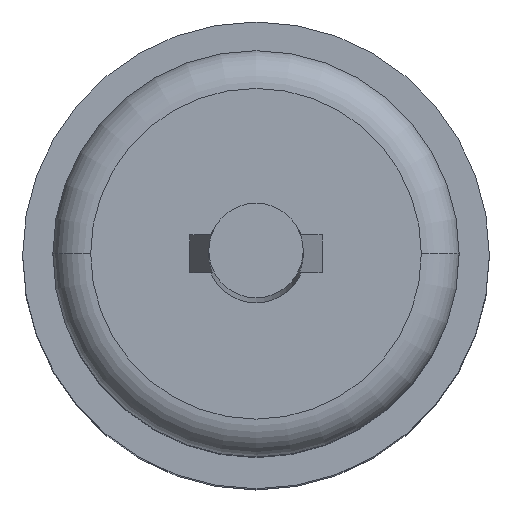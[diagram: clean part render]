
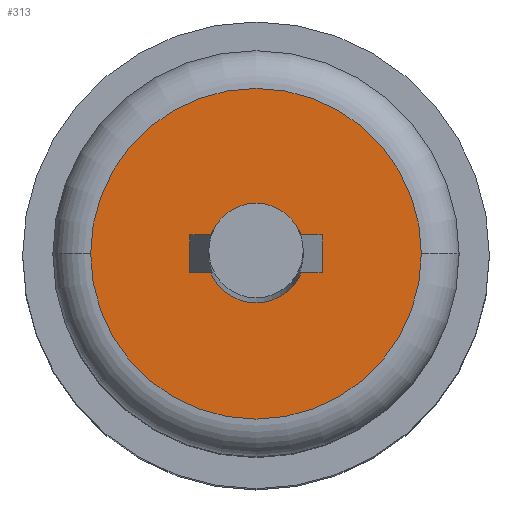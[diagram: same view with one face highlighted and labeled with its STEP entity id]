
A CAD part, top view. The second image highlights one B-rep face of the part: STEP entity #313.
In plain terms, the highlighted planar face has unit normal (0, 0, 1).
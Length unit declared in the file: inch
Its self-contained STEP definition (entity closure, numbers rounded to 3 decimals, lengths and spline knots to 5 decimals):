
#253 = VERTEX_POINT ( 'NONE', #866 ) ;
#255 = EDGE_CURVE ( 'NONE', #253, #258, #865, .T. ) ;
#258 = VERTEX_POINT ( 'NONE', #855 ) ;
#272 = EDGE_CURVE ( 'NONE', #273, #274, #894, .T. ) ;
#273 = VERTEX_POINT ( 'NONE', #947 ) ;
#274 = VERTEX_POINT ( 'NONE', #946 ) ;
#313 = ADVANCED_FACE ( 'NONE', ( #1008, #1007 ), #1006, .T. ) ;
#314 = EDGE_LOOP ( 'NONE', ( #315, #316 ) ) ;
#315 = ORIENTED_EDGE ( 'NONE', *, *, #255, .T. ) ;
#316 = ORIENTED_EDGE ( 'NONE', *, *, #317, .T. ) ;
#317 = EDGE_CURVE ( 'NONE', #258, #253, #1000, .T. ) ;
#318 = EDGE_LOOP ( 'NONE', ( #319, #320 ) ) ;
#319 = ORIENTED_EDGE ( 'NONE', *, *, #272, .F. ) ;
#320 = ORIENTED_EDGE ( 'NONE', *, *, #334, .F. ) ;
#334 = EDGE_CURVE ( 'NONE', #274, #273, #1040, .T. ) ;
#855 = CARTESIAN_POINT ( 'NONE',  ( -0.0875, 0., 0.215 ) ) ;
#861 = DIRECTION ( 'NONE',  ( 1., 0., 0. ) ) ;
#862 = DIRECTION ( 'NONE',  ( 0., 0., 1. ) ) ;
#863 = CARTESIAN_POINT ( 'NONE',  ( 0., 0., 0.215 ) ) ;
#864 = AXIS2_PLACEMENT_3D ( 'NONE', #863, #862, #861 ) ;
#865 = CIRCLE ( 'NONE', #864, 0.0875 ) ;
#866 = CARTESIAN_POINT ( 'NONE',  ( 0.0875, 0., 0.215 ) ) ;
#885 = DIRECTION ( 'NONE',  ( 1., 0., 0. ) ) ;
#886 = DIRECTION ( 'NONE',  ( 0., 0., 1. ) ) ;
#887 = CARTESIAN_POINT ( 'NONE',  ( 0., 0., 0.215 ) ) ;
#888 = AXIS2_PLACEMENT_3D ( 'NONE', #887, #886, #885 ) ;
#894 = CIRCLE ( 'NONE', #888, 0.026 ) ;
#946 = CARTESIAN_POINT ( 'NONE',  ( 0.026, 0., 0.215 ) ) ;
#947 = CARTESIAN_POINT ( 'NONE',  ( -0.026, 0., 0.215 ) ) ;
#997 = DIRECTION ( 'NONE',  ( 1., 0., 0. ) ) ;
#998 = DIRECTION ( 'NONE',  ( 0., 0., 1. ) ) ;
#999 = AXIS2_PLACEMENT_3D ( 'NONE', #1004, #998, #997 ) ;
#1000 = CIRCLE ( 'NONE', #999, 0.0875 ) ;
#1001 = DIRECTION ( 'NONE',  ( 1., 0., 0. ) ) ;
#1002 = DIRECTION ( 'NONE',  ( 0., 0., 1. ) ) ;
#1003 = AXIS2_PLACEMENT_3D ( 'NONE', #1005, #1002, #1001 ) ;
#1004 = CARTESIAN_POINT ( 'NONE',  ( 0., 0., 0.215 ) ) ;
#1005 = CARTESIAN_POINT ( 'NONE',  ( 0., 0., 0.215 ) ) ;
#1006 = PLANE ( 'NONE',  #1003 ) ;
#1007 = FACE_BOUND ( 'NONE', #318, .T. ) ;
#1008 = FACE_OUTER_BOUND ( 'NONE', #314, .T. ) ;
#1031 = DIRECTION ( 'NONE',  ( 1., 0., 0. ) ) ;
#1032 = DIRECTION ( 'NONE',  ( 0., 0., 1. ) ) ;
#1033 = CARTESIAN_POINT ( 'NONE',  ( 0., 0., 0.215 ) ) ;
#1034 = AXIS2_PLACEMENT_3D ( 'NONE', #1033, #1032, #1031 ) ;
#1040 = CIRCLE ( 'NONE', #1034, 0.026 ) ;
